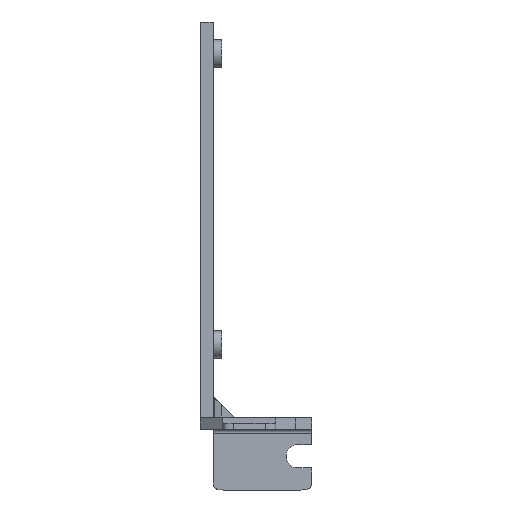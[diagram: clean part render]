
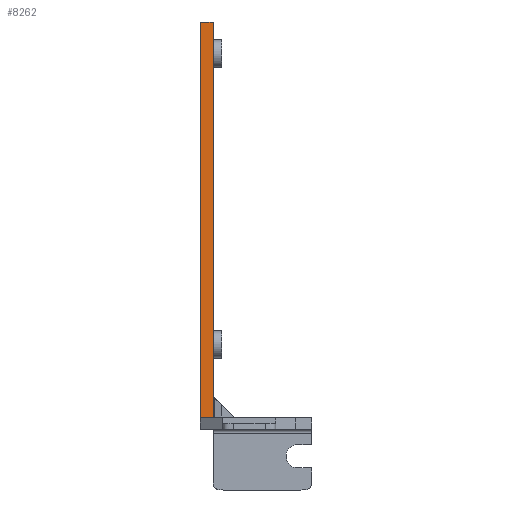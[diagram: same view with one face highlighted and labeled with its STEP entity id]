
A CAD part, front view. The second image highlights one B-rep face of the part: STEP entity #8262.
In plain terms, the highlighted planar face has unit normal (0, -1, 0).
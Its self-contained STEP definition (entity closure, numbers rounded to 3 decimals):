
#607=PLANE('',#8704);
#906=FACE_OUTER_BOUND('',#1322,.T.);
#1322=EDGE_LOOP('',(#6405,#6406,#6407,#6408,#6409,#6410));
#2090=LINE('',#11443,#3061);
#2196=LINE('',#11655,#3167);
#2197=LINE('',#11657,#3168);
#2198=LINE('',#11659,#3169);
#2199=LINE('',#11661,#3170);
#2200=LINE('',#11662,#3171);
#3061=VECTOR('',#9646,10.);
#3167=VECTOR('',#9820,10.);
#3168=VECTOR('',#9821,10.);
#3169=VECTOR('',#9822,10.);
#3170=VECTOR('',#9823,10.);
#3171=VECTOR('',#9824,10.);
#3923=VERTEX_POINT('',#11435);
#3926=VERTEX_POINT('',#11441);
#3998=VERTEX_POINT('',#11654);
#3999=VERTEX_POINT('',#11656);
#4000=VERTEX_POINT('',#11658);
#4001=VERTEX_POINT('',#11660);
#4890=EDGE_CURVE('',#3923,#3926,#2090,.T.);
#4996=EDGE_CURVE('',#3998,#3926,#2196,.T.);
#4997=EDGE_CURVE('',#3998,#3999,#2197,.T.);
#4998=EDGE_CURVE('',#3999,#4000,#2198,.T.);
#4999=EDGE_CURVE('',#4001,#4000,#2199,.T.);
#5000=EDGE_CURVE('',#4001,#3923,#2200,.T.);
#6405=ORIENTED_EDGE('',*,*,#4890,.T.);
#6406=ORIENTED_EDGE('',*,*,#4996,.F.);
#6407=ORIENTED_EDGE('',*,*,#4997,.T.);
#6408=ORIENTED_EDGE('',*,*,#4998,.T.);
#6409=ORIENTED_EDGE('',*,*,#4999,.F.);
#6410=ORIENTED_EDGE('',*,*,#5000,.T.);
#8262=ADVANCED_FACE('',(#906),#607,.T.);
#8704=AXIS2_PLACEMENT_3D('',#11653,#9818,#9819);
#9646=DIRECTION('',(0.,0.,1.));
#9818=DIRECTION('center_axis',(0.,-1.,0.));
#9819=DIRECTION('ref_axis',(1.,0.,0.));
#9820=DIRECTION('',(0.707,0.,-0.707));
#9821=DIRECTION('',(0.,0.,1.));
#9822=DIRECTION('',(-1.,0.,0.));
#9823=DIRECTION('',(0.,0.,1.));
#9824=DIRECTION('',(1.,0.,0.));
#11435=CARTESIAN_POINT('',(-7.874,-22.385,1.65));
#11441=CARTESIAN_POINT('',(-7.874,-22.385,5.434));
#11443=CARTESIAN_POINT('',(-7.874,-22.385,0.075));
#11653=CARTESIAN_POINT('Origin',(-10.5,-22.385,0.65));
#11654=CARTESIAN_POINT('',(-8.09,-22.385,5.65));
#11655=CARTESIAN_POINT('',(-6.443,-22.385,4.003));
#11656=CARTESIAN_POINT('',(-8.09,-22.385,76.54));
#11657=CARTESIAN_POINT('',(-8.09,-22.385,0.65));
#11658=CARTESIAN_POINT('',(-10.5,-22.385,76.54));
#11659=CARTESIAN_POINT('',(-9.897,-22.385,76.54));
#11660=CARTESIAN_POINT('',(-10.5,-22.385,1.65));
#11661=CARTESIAN_POINT('',(-10.5,-22.385,0.65));
#11662=CARTESIAN_POINT('',(-5.25,-22.385,1.65));
